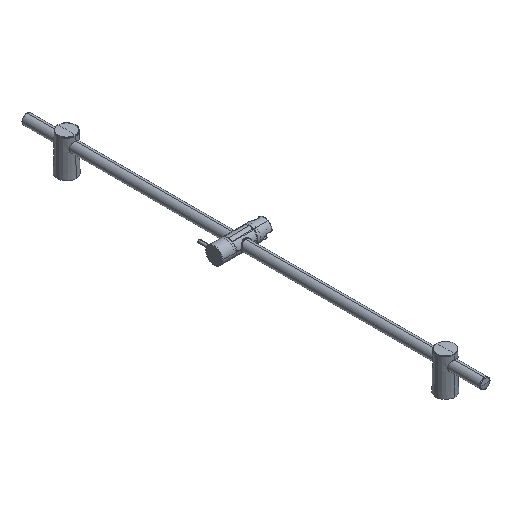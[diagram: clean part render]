
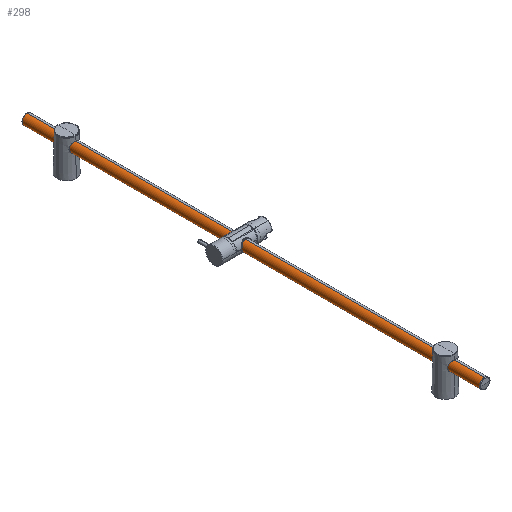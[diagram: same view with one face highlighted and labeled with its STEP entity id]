
A CAD part, isometric view. The second image highlights one B-rep face of the part: STEP entity #298.
In plain terms, the highlighted cylindrical face has radius 10.3 mm (diameter 20.6 mm), a partial arc.
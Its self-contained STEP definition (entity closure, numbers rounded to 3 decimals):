
#38=CARTESIAN_POINT('',(0.,430.,0.));
#39=DIRECTION('',(0.,1.,0.));
#40=DIRECTION('',(0.,0.,-1.));
#41=AXIS2_PLACEMENT_3D('',#38,#39,#40);
#58=DIRECTION('',(0.,1.,0.));
#59=VECTOR('',#58,930.);
#60=CARTESIAN_POINT('',(0.,-500.,10.3));
#61=LINE('',#60,#59);
#62=DIRECTION('',(0.,-1.,0.));
#63=VECTOR('',#62,930.);
#64=CARTESIAN_POINT('',(0.,430.,-10.3));
#65=LINE('',#64,#63);
#71=CARTESIAN_POINT('',(0.,-500.,0.));
#72=DIRECTION('',(0.,1.,0.));
#73=DIRECTION('',(0.,0.,-1.));
#74=AXIS2_PLACEMENT_3D('',#71,#72,#73);
#193=CARTESIAN_POINT('',(0.,-500.,10.3));
#194=CARTESIAN_POINT('',(0.,-500.,-10.3));
#195=VERTEX_POINT('',#193);
#196=VERTEX_POINT('',#194);
#197=CARTESIAN_POINT('',(0.,430.,-10.3));
#198=CARTESIAN_POINT('',(0.,430.,10.3));
#199=VERTEX_POINT('',#197);
#200=VERTEX_POINT('',#198);
#284=CARTESIAN_POINT('',(0.,-500.,0.));
#285=DIRECTION('',(0.,1.,0.));
#286=DIRECTION('',(0.,0.,1.));
#287=AXIS2_PLACEMENT_3D('',#284,#285,#286);
#288=CYLINDRICAL_SURFACE('',#287,10.3);
#290=ORIENTED_EDGE('',*,*,#289,.F.);
#291=ORIENTED_EDGE('',*,*,#265,.T.);
#293=ORIENTED_EDGE('',*,*,#292,.F.);
#295=ORIENTED_EDGE('',*,*,#294,.F.);
#296=EDGE_LOOP('',(#290,#291,#293,#295));
#297=FACE_OUTER_BOUND('',#296,.F.);
#298=ADVANCED_FACE('',(#297),#288,.T.);
#42=CIRCLE('',#41,10.3);
#75=CIRCLE('',#74,10.3);
#265=EDGE_CURVE('',#199,#200,#42,.T.);
#289=EDGE_CURVE('',#199,#196,#65,.T.);
#292=EDGE_CURVE('',#195,#200,#61,.T.);
#294=EDGE_CURVE('',#196,#195,#75,.T.);
